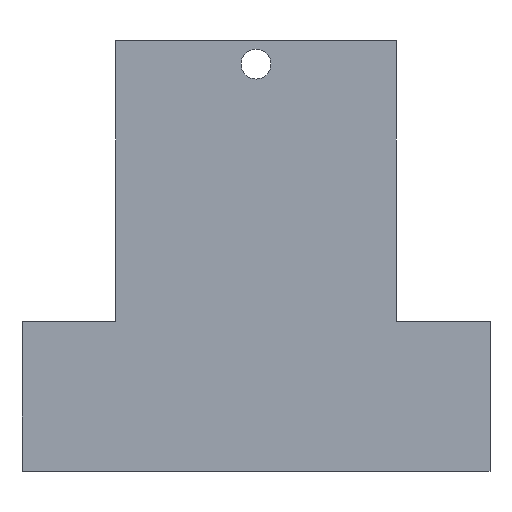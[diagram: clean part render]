
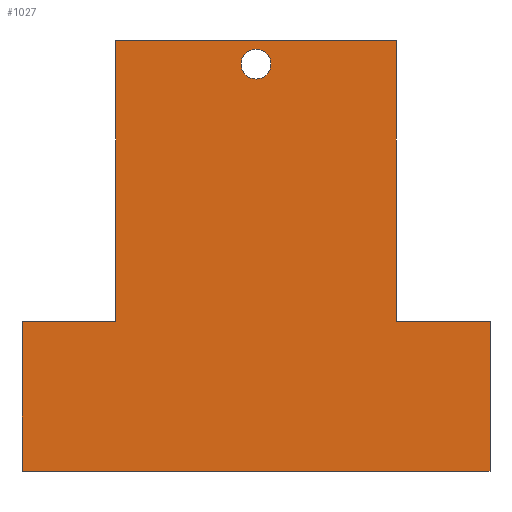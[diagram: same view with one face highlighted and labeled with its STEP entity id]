
A CAD part, front view. The second image highlights one B-rep face of the part: STEP entity #1027.
In plain terms, the highlighted planar face has unit normal (0, -1, 0).
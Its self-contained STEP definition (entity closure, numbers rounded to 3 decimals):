
#6 = VERTEX_POINT ( 'NONE', #1425 ) ;
#38 = EDGE_CURVE ( 'NONE', #6, #673, #148, .T. ) ;
#87 = ORIENTED_EDGE ( 'NONE', *, *, #1365, .F. ) ;
#90 = LINE ( 'NONE', #1260, #177 ) ;
#94 = CARTESIAN_POINT ( 'NONE',  ( 15., 0., 46. ) ) ;
#95 = LINE ( 'NONE', #894, #1354 ) ;
#101 = ORIENTED_EDGE ( 'NONE', *, *, #858, .T. ) ;
#104 = VERTEX_POINT ( 'NONE', #618 ) ;
#136 = ORIENTED_EDGE ( 'NONE', *, *, #1147, .F. ) ;
#143 = CARTESIAN_POINT ( 'NONE',  ( -25., 0., 16. ) ) ;
#144 = LINE ( 'NONE', #493, #696 ) ;
#148 = CIRCLE ( 'NONE', #346, 1.6 ) ;
#172 = DIRECTION ( 'NONE',  ( 0., 0., -1. ) ) ;
#177 = VECTOR ( 'NONE', #889, 1000. ) ;
#180 = CARTESIAN_POINT ( 'NONE',  ( -25., 0., 16. ) ) ;
#192 = DIRECTION ( 'NONE',  ( 0., -1., 0. ) ) ;
#198 = VECTOR ( 'NONE', #231, 1000. ) ;
#201 = VECTOR ( 'NONE', #632, 1000. ) ;
#231 = DIRECTION ( 'NONE',  ( 0., 0., -1. ) ) ;
#234 = EDGE_CURVE ( 'NONE', #1039, #473, #144, .T. ) ;
#250 = VECTOR ( 'NONE', #408, 1000. ) ;
#272 = VECTOR ( 'NONE', #1465, 1000. ) ;
#276 = LINE ( 'NONE', #1464, #250 ) ;
#346 = AXIS2_PLACEMENT_3D ( 'NONE', #945, #960, #1052 ) ;
#375 = CARTESIAN_POINT ( 'NONE',  ( 0., 0., 0. ) ) ;
#408 = DIRECTION ( 'NONE',  ( 0., 0., -1. ) ) ;
#412 = VERTEX_POINT ( 'NONE', #1036 ) ;
#468 = DIRECTION ( 'NONE',  ( 0., 1., 0. ) ) ;
#469 = VERTEX_POINT ( 'NONE', #1144 ) ;
#473 = VERTEX_POINT ( 'NONE', #94 ) ;
#475 = CARTESIAN_POINT ( 'NONE',  ( -25., 0., 0. ) ) ;
#488 = VECTOR ( 'NONE', #1454, 1000. ) ;
#493 = CARTESIAN_POINT ( 'NONE',  ( 15., 0., 46. ) ) ;
#538 = CARTESIAN_POINT ( 'NONE',  ( 0., 0., 41.9 ) ) ;
#564 = ORIENTED_EDGE ( 'NONE', *, *, #1509, .F. ) ;
#618 = CARTESIAN_POINT ( 'NONE',  ( 25., 0., 0. ) ) ;
#632 = DIRECTION ( 'NONE',  ( 0., 0., 1. ) ) ;
#641 = VERTEX_POINT ( 'NONE', #1301 ) ;
#646 = ORIENTED_EDGE ( 'NONE', *, *, #1324, .F. ) ;
#647 = EDGE_CURVE ( 'NONE', #412, #1039, #989, .T. ) ;
#673 = VERTEX_POINT ( 'NONE', #538 ) ;
#696 = VECTOR ( 'NONE', #975, 1000. ) ;
#714 = EDGE_LOOP ( 'NONE', ( #1095, #101 ) ) ;
#731 = ORIENTED_EDGE ( 'NONE', *, *, #234, .F. ) ;
#760 = EDGE_CURVE ( 'NONE', #473, #641, #1261, .T. ) ;
#788 = CARTESIAN_POINT ( 'NONE',  ( -15., 0., 46. ) ) ;
#803 = VERTEX_POINT ( 'NONE', #475 ) ;
#858 = EDGE_CURVE ( 'NONE', #673, #6, #1016, .T. ) ;
#875 = CARTESIAN_POINT ( 'NONE',  ( -15., 0., 16. ) ) ;
#889 = DIRECTION ( 'NONE',  ( 1., 0., 0. ) ) ;
#894 = CARTESIAN_POINT ( 'NONE',  ( -25., 0., 0. ) ) ;
#896 = VERTEX_POINT ( 'NONE', #143 ) ;
#932 = CARTESIAN_POINT ( 'NONE',  ( 15., 0., 16. ) ) ;
#945 = CARTESIAN_POINT ( 'NONE',  ( 0., 0., 43.5 ) ) ;
#960 = DIRECTION ( 'NONE',  ( 0., 1., 0. ) ) ;
#975 = DIRECTION ( 'NONE',  ( 1., 0., 0. ) ) ;
#989 = LINE ( 'NONE', #1208, #488 ) ;
#1016 = CIRCLE ( 'NONE', #1501, 1.6 ) ;
#1027 = ADVANCED_FACE ( 'NONE', ( #1205, #1199 ), #1430, .T. ) ;
#1036 = CARTESIAN_POINT ( 'NONE',  ( -15., 0., 16. ) ) ;
#1039 = VERTEX_POINT ( 'NONE', #788 ) ;
#1052 = DIRECTION ( 'NONE',  ( 0., 0., 1. ) ) ;
#1077 = ORIENTED_EDGE ( 'NONE', *, *, #760, .F. ) ;
#1095 = ORIENTED_EDGE ( 'NONE', *, *, #38, .T. ) ;
#1130 = EDGE_LOOP ( 'NONE', ( #564, #646, #136, #1077, #731, #1251, #87, #1492 ) ) ;
#1144 = CARTESIAN_POINT ( 'NONE',  ( 25., 0., 16. ) ) ;
#1147 = EDGE_CURVE ( 'NONE', #641, #469, #90, .T. ) ;
#1170 = CARTESIAN_POINT ( 'NONE',  ( 0., 0., 43.5 ) ) ;
#1199 = FACE_OUTER_BOUND ( 'NONE', #1130, .T. ) ;
#1205 = FACE_BOUND ( 'NONE', #714, .T. ) ;
#1208 = CARTESIAN_POINT ( 'NONE',  ( -15., 0., 46. ) ) ;
#1209 = AXIS2_PLACEMENT_3D ( 'NONE', #375, #192, #172 ) ;
#1221 = EDGE_CURVE ( 'NONE', #803, #896, #1458, .T. ) ;
#1251 = ORIENTED_EDGE ( 'NONE', *, *, #647, .F. ) ;
#1260 = CARTESIAN_POINT ( 'NONE',  ( 25., 0., 16. ) ) ;
#1261 = LINE ( 'NONE', #932, #198 ) ;
#1297 = DIRECTION ( 'NONE',  ( 0., 0., 1. ) ) ;
#1301 = CARTESIAN_POINT ( 'NONE',  ( 15., 0., 16. ) ) ;
#1324 = EDGE_CURVE ( 'NONE', #469, #104, #276, .T. ) ;
#1353 = LINE ( 'NONE', #875, #272 ) ;
#1354 = VECTOR ( 'NONE', #1477, 1000. ) ;
#1365 = EDGE_CURVE ( 'NONE', #896, #412, #1353, .T. ) ;
#1425 = CARTESIAN_POINT ( 'NONE',  ( 0., 0., 45.1 ) ) ;
#1430 = PLANE ( 'NONE',  #1209 ) ;
#1454 = DIRECTION ( 'NONE',  ( 0., 0., 1. ) ) ;
#1458 = LINE ( 'NONE', #180, #201 ) ;
#1464 = CARTESIAN_POINT ( 'NONE',  ( 25., 0., 0. ) ) ;
#1465 = DIRECTION ( 'NONE',  ( 1., 0., 0. ) ) ;
#1477 = DIRECTION ( 'NONE',  ( -1., 0., 0. ) ) ;
#1492 = ORIENTED_EDGE ( 'NONE', *, *, #1221, .F. ) ;
#1501 = AXIS2_PLACEMENT_3D ( 'NONE', #1170, #468, #1297 ) ;
#1509 = EDGE_CURVE ( 'NONE', #104, #803, #95, .T. ) ;
